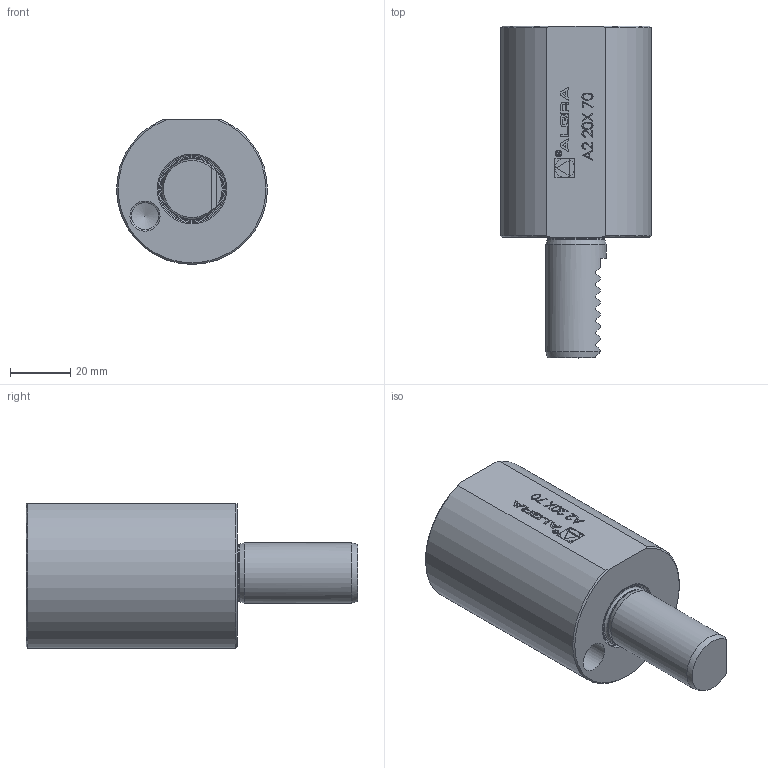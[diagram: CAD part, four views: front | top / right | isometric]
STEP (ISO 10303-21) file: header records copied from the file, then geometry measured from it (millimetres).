
FILE_DESCRIPTION (( 'STEP AP214' ), '1' );
FILE_NAME ('A220X70.STEP', '2025-07-11T13:54:58', ( '' ), ( '' ), 'SwSTEP 2.0', 'SolidWorks 2023', '' );
FILE_SCHEMA (( 'AUTOMOTIVE_DESIGN' ));
Length unit declared in the file: millimetre
Products named in the file (1): A220X70
Bounding box: 49.98 x 110 x 48 mm (x, y, z)
Volume: 146235.3 mm3; surface area: 17807.5 mm2
Topology: 1 solids, 1 shells, 252 faces, 659 edges, 436 vertices
Faces by surface type: plane 168, cylinder 39, bspline 35, cone 7, torus 3
Full cylindrical faces by diameter (mm): 1.7 x1, 2.1 x1, 6.366 x1, 9 x1, 10 x1, 19.1 x1, 20 x1
Entity records: 10089 total; most frequent: CARTESIAN_POINT 4231, ORIENTED_EDGE 1286, DIRECTION 1028, EDGE_CURVE 643, VECTOR 450, LINE 450, VERTEX_POINT 434, EDGE_LOOP 293
